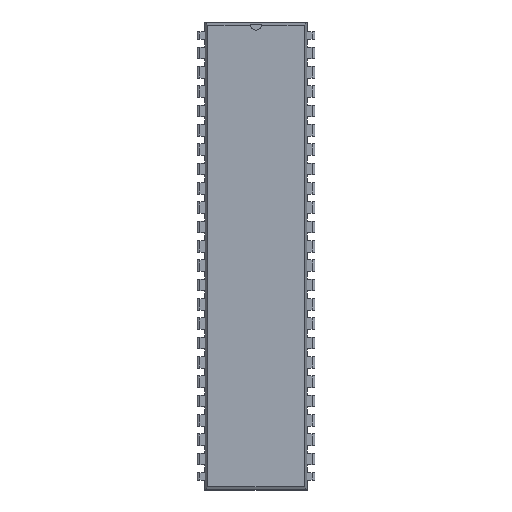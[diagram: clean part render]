
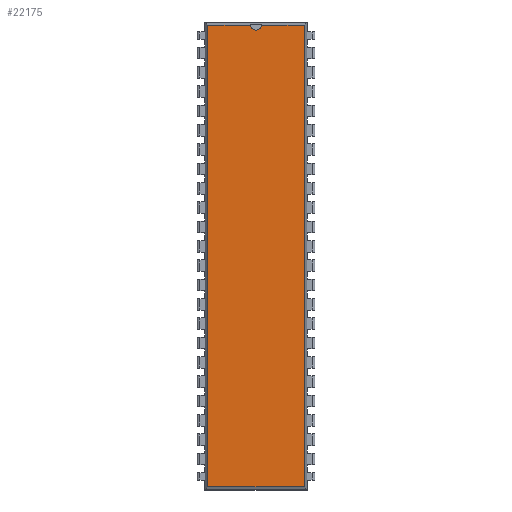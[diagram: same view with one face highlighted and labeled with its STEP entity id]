
A CAD part, top view. The second image highlights one B-rep face of the part: STEP entity #22175.
In plain terms, the highlighted planar face has unit normal (0, 0, 1).
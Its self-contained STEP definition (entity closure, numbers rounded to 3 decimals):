
#12123 = VERTEX_POINT('',#12124);
#12124 = CARTESIAN_POINT('',(13.952,1.125,3.68));
#12129 = EDGE_CURVE('',#12130,#12123,#12132,.T.);
#12130 = VERTEX_POINT('',#12131);
#12131 = CARTESIAN_POINT('',(13.952,-59.545,3.68));
#12132 = LINE('',#12133,#12134);
#12133 = CARTESIAN_POINT('',(13.952,-59.545,3.68));
#12134 = VECTOR('',#12135,1.);
#12135 = DIRECTION('',(0.,1.,0.));
#16889 = VERTEX_POINT('',#16890);
#16890 = CARTESIAN_POINT('',(1.288,1.125,3.68));
#16895 = EDGE_CURVE('',#16896,#16889,#16898,.T.);
#16896 = VERTEX_POINT('',#16897);
#16897 = CARTESIAN_POINT('',(6.874,1.125,3.68));
#16898 = LINE('',#16899,#16900);
#16899 = CARTESIAN_POINT('',(13.952,1.125,3.68));
#16900 = VECTOR('',#16901,1.);
#16901 = DIRECTION('',(-1.,0.,0.));
#17116 = VERTEX_POINT('',#17117);
#17117 = CARTESIAN_POINT('',(8.366,1.125,3.68));
#17221 = EDGE_CURVE('',#12123,#17116,#17222,.T.);
#17222 = LINE('',#17223,#17224);
#17223 = CARTESIAN_POINT('',(13.952,1.125,3.68));
#17224 = VECTOR('',#17225,1.);
#17225 = DIRECTION('',(-1.,0.,0.));
#17405 = VERTEX_POINT('',#17406);
#17406 = CARTESIAN_POINT('',(1.288,-59.545,3.68));
#17411 = EDGE_CURVE('',#16889,#17405,#17412,.T.);
#17412 = LINE('',#17413,#17414);
#17413 = CARTESIAN_POINT('',(1.288,1.125,3.68));
#17414 = VECTOR('',#17415,1.);
#17415 = DIRECTION('',(0.,-1.,0.));
#22164 = EDGE_CURVE('',#17405,#12130,#22165,.T.);
#22165 = LINE('',#22166,#22167);
#22166 = CARTESIAN_POINT('',(1.288,-59.545,3.68));
#22167 = VECTOR('',#22168,1.);
#22168 = DIRECTION('',(1.,0.,0.));
#22175 = ADVANCED_FACE('',(#22176),#22199,.F.);
#22176 = FACE_BOUND('',#22177,.F.);
#22177 = EDGE_LOOP('',(#22178,#22179,#22180,#22181,#22182,#22191,#22198)
);
#22178 = ORIENTED_EDGE('',*,*,#12129,.F.);
#22179 = ORIENTED_EDGE('',*,*,#22164,.F.);
#22180 = ORIENTED_EDGE('',*,*,#17411,.F.);
#22181 = ORIENTED_EDGE('',*,*,#16895,.F.);
#22182 = ORIENTED_EDGE('',*,*,#22183,.F.);
#22183 = EDGE_CURVE('',#22184,#16896,#22186,.T.);
#22184 = VERTEX_POINT('',#22185);
#22185 = CARTESIAN_POINT('',(7.62,0.45,3.68));
#22186 = CIRCLE('',#22187,0.75);
#22187 = AXIS2_PLACEMENT_3D('',#22188,#22189,#22190);
#22188 = CARTESIAN_POINT('',(7.62,1.2,3.68));
#22189 = DIRECTION('',(0.,0.,-1.));
#22190 = DIRECTION('',(0.,-1.,0.));
#22191 = ORIENTED_EDGE('',*,*,#22192,.F.);
#22192 = EDGE_CURVE('',#17116,#22184,#22193,.T.);
#22193 = CIRCLE('',#22194,0.75);
#22194 = AXIS2_PLACEMENT_3D('',#22195,#22196,#22197);
#22195 = CARTESIAN_POINT('',(7.62,1.2,3.68));
#22196 = DIRECTION('',(0.,0.,-1.));
#22197 = DIRECTION('',(0.,-1.,0.));
#22198 = ORIENTED_EDGE('',*,*,#17221,.F.);
#22199 = PLANE('',#22200);
#22200 = AXIS2_PLACEMENT_3D('',#22201,#22202,#22203);
#22201 = CARTESIAN_POINT('',(13.952,-59.545,3.68));
#22202 = DIRECTION('',(0.,0.,-1.));
#22203 = DIRECTION('',(-0.204,0.979,0.));
